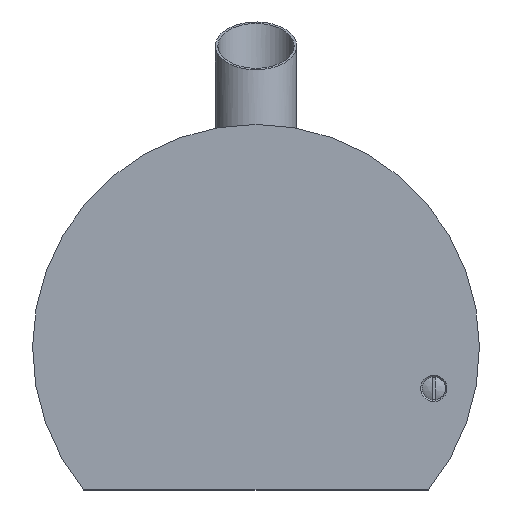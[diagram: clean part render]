
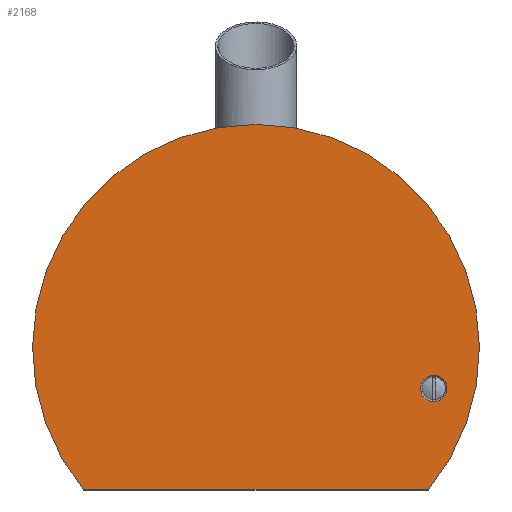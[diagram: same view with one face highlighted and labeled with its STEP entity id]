
A CAD part, top view. The second image highlights one B-rep face of the part: STEP entity #2168.
In plain terms, the highlighted planar face has unit normal (0, 0, 1).
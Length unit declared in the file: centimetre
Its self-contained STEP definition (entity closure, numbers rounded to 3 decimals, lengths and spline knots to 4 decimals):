
#86=FACE_BOUND('',#824,.T.);
#146=PLANE('',#2433);
#342=LINE('',#4111,#507);
#507=VECTOR('',#3100,1.);
#672=FACE_OUTER_BOUND('',#823,.T.);
#823=EDGE_LOOP('',(#2026,#2027));
#824=EDGE_LOOP('',(#2028));
#941=CIRCLE('',#2427,5.2);
#944=CIRCLE('',#2431,88.);
#1129=VERTEX_POINT('',#4095);
#1133=VERTEX_POINT('',#4104);
#1134=VERTEX_POINT('',#4106);
#1425=EDGE_CURVE('',#1129,#1129,#941,.T.);
#1430=EDGE_CURVE('',#1134,#1133,#944,.T.);
#1433=EDGE_CURVE('',#1133,#1134,#342,.T.);
#2026=ORIENTED_EDGE('',*,*,#1433,.T.);
#2027=ORIENTED_EDGE('',*,*,#1430,.T.);
#2028=ORIENTED_EDGE('',*,*,#1425,.T.);
#2168=ADVANCED_FACE('',(#672,#86),#146,.T.);
#2427=AXIS2_PLACEMENT_3D('',#4096,#3084,#3085);
#2431=AXIS2_PLACEMENT_3D('',#4107,#3094,#3095);
#2433=AXIS2_PLACEMENT_3D('',#4112,#3101,#3102);
#3084=DIRECTION('center_axis',(0.,0.,-1.));
#3085=DIRECTION('ref_axis',(1.,0.,0.));
#3094=DIRECTION('center_axis',(0.,0.,1.));
#3095=DIRECTION('ref_axis',(0.771,-0.636,0.));
#3100=DIRECTION('',(1.,0.,0.));
#3101=DIRECTION('center_axis',(0.,0.,1.));
#3102=DIRECTION('ref_axis',(0.,1.,0.));
#4095=CARTESIAN_POINT('',(1064.8,-31.5,274.));
#4096=CARTESIAN_POINT('Origin',(1070.,-31.5,274.));
#4104=CARTESIAN_POINT('',(932.1177,-71.5,274.));
#4106=CARTESIAN_POINT('',(1067.8823,-71.5,274.));
#4107=CARTESIAN_POINT('Origin',(1000.,-15.5,274.));
#4111=CARTESIAN_POINT('',(932.1177,-71.5,274.));
#4112=CARTESIAN_POINT('Origin',(1000.,-12.3729,274.));
